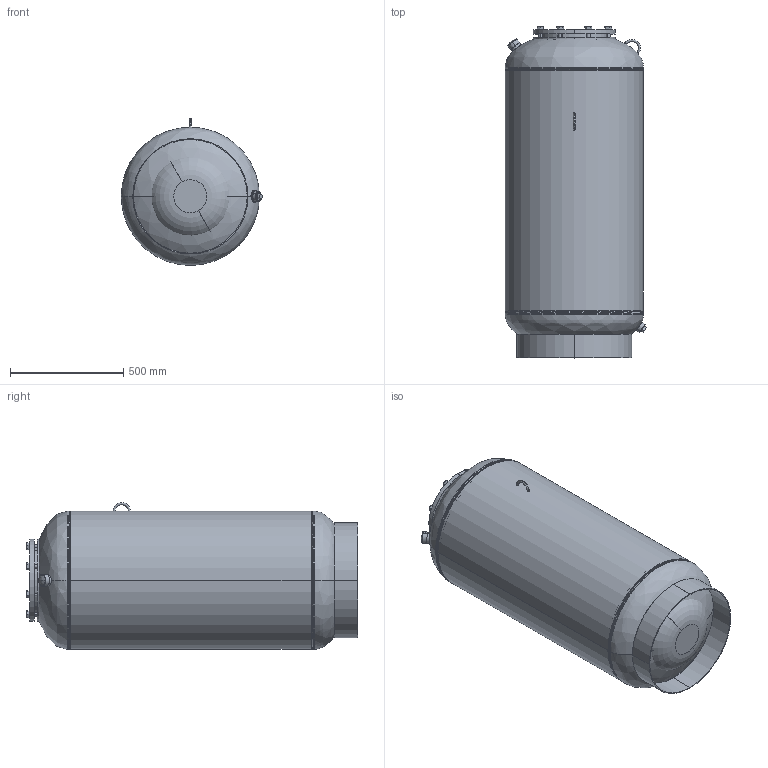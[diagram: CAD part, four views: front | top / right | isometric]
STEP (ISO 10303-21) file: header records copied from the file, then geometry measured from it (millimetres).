
FILE_DESCRIPTION (( 'STEP AP203' ), '1' );
FILE_NAME ('NLAP-400.STEP', '2021-03-15T14:56:33', ( '' ), ( '' ), 'SwSTEP 2.0', 'SolidWorks 2021', '' );
FILE_SCHEMA (( 'CONFIG_CONTROL_DESIGN' ));
Length unit declared in the file: inch
Products named in the file (19): 9800460_03-34; 9200140; 9801512; 9500050; 9500000; 9800532; 9800448; 9400094; 9800207_NLAP 500-300; NLAP-400; 99Q0092; 9800477; 9400540; 9800620_HHNUT 0.6250-11-D-N; 99B0534; PLUGS_9500150; 9800512; 9400102
Assembly tree (33 placements, depth 2):
  NLAP-400
    99B0534
    9200140
    9200140
    9500000
    9500050
    PLUGS_9500150
    9800512
    9800460_03-34
    9801512
    9400102
    9400094
    9800532  x8
    9800620_HHNUT 0.6250-11-D-N  x8
    9800207_NLAP 500-300
    9800448
    9800477
    99Q0092
    9400540  x2
Bounding box: 624.08 x 1462.97 x 647.7 mm (x, y, z)
Volume: 19693270.7 mm3; surface area: 10194229.6 mm2
Topology: 34 solids, 34 shells, 752 faces, 1823 edges, 1113 vertices
Faces by surface type: cylinder 349, cone 190, plane 141, torus 48, bspline 12, sphere 12
Entity records: 32791 total; most frequent: CARTESIAN_POINT 17855, ORIENTED_EDGE 2670, DIRECTION 2436, EDGE_CURVE 1335, AXIS2_PLACEMENT_3D 1020, VERTEX_POINT 843, EDGE_LOOP 702, FACE_OUTER_BOUND 524
